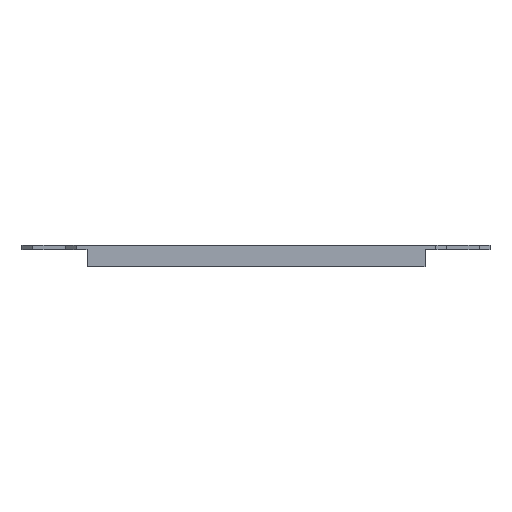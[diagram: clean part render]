
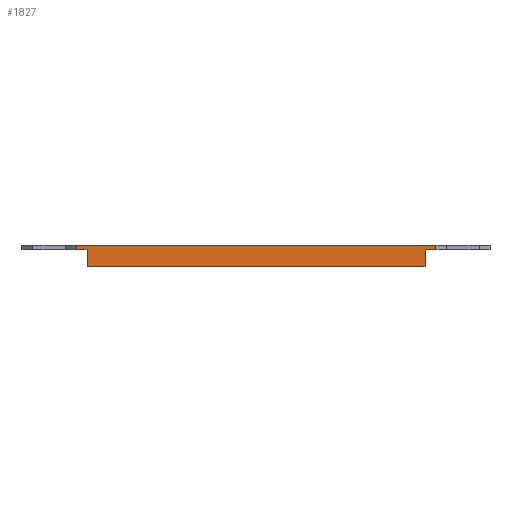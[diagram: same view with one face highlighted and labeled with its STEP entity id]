
A CAD part, front view. The second image highlights one B-rep face of the part: STEP entity #1827.
In plain terms, the highlighted planar face has unit normal (0, -1, 0).
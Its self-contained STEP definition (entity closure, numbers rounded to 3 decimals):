
#240=DIRECTION('',(1.,0.,0.));
#241=VECTOR('',#240,166.);
#242=CARTESIAN_POINT('',(77.455,109.978,2.));
#243=LINE('',#242,#241);
#480=DIRECTION('',(-1.,0.,0.));
#481=VECTOR('',#480,5.);
#482=CARTESIAN_POINT('',(82.455,109.978,0.));
#483=LINE('',#482,#481);
#508=DIRECTION('',(-1.,0.,0.));
#509=VECTOR('',#508,5.);
#510=CARTESIAN_POINT('',(243.455,109.978,0.));
#511=LINE('',#510,#509);
#732=DIRECTION('',(1.,0.,0.));
#733=VECTOR('',#732,156.);
#734=CARTESIAN_POINT('',(82.455,109.978,-8.));
#735=LINE('',#734,#733);
#760=DIRECTION('',(0.,0.,-1.));
#761=VECTOR('',#760,8.);
#762=CARTESIAN_POINT('',(82.455,109.978,0.));
#763=LINE('',#762,#761);
#767=DIRECTION('',(0.,0.,-1.));
#768=VECTOR('',#767,2.);
#769=CARTESIAN_POINT('',(77.455,109.978,2.));
#770=LINE('',#769,#768);
#774=DIRECTION('',(0.,0.,-1.));
#775=VECTOR('',#774,8.);
#776=CARTESIAN_POINT('',(238.455,109.978,0.));
#777=LINE('',#776,#775);
#823=DIRECTION('',(0.,0.,-1.));
#824=VECTOR('',#823,2.);
#825=CARTESIAN_POINT('',(243.455,109.978,2.));
#826=LINE('',#825,#824);
#1173=CARTESIAN_POINT('',(243.455,109.978,2.));
#1174=VERTEX_POINT('',#1173);
#1175=CARTESIAN_POINT('',(243.455,109.978,0.));
#1176=VERTEX_POINT('',#1175);
#1177=CARTESIAN_POINT('',(77.455,109.978,2.));
#1178=VERTEX_POINT('',#1177);
#1179=CARTESIAN_POINT('',(77.455,109.978,0.));
#1180=VERTEX_POINT('',#1179);
#1229=CARTESIAN_POINT('',(82.455,109.978,-8.));
#1230=CARTESIAN_POINT('',(238.455,109.978,-8.));
#1231=VERTEX_POINT('',#1229);
#1232=VERTEX_POINT('',#1230);
#1245=CARTESIAN_POINT('',(238.455,109.978,0.));
#1247=VERTEX_POINT('',#1245);
#1251=CARTESIAN_POINT('',(82.455,109.978,0.));
#1252=VERTEX_POINT('',#1251);
#1808=CARTESIAN_POINT('',(160.455,109.978,0.));
#1809=DIRECTION('',(0.,-1.,0.));
#1810=DIRECTION('',(1.,0.,0.));
#1811=AXIS2_PLACEMENT_3D('',#1808,#1809,#1810);
#1812=PLANE('',#1811);
#1813=ORIENTED_EDGE('',*,*,#1444,.T.);
#1815=ORIENTED_EDGE('',*,*,#1814,.T.);
#1816=ORIENTED_EDGE('',*,*,#1790,.F.);
#1818=ORIENTED_EDGE('',*,*,#1817,.F.);
#1819=ORIENTED_EDGE('',*,*,#1436,.T.);
#1821=ORIENTED_EDGE('',*,*,#1820,.F.);
#1822=ORIENTED_EDGE('',*,*,#1336,.T.);
#1824=ORIENTED_EDGE('',*,*,#1823,.T.);
#1825=EDGE_LOOP('',(#1813,#1815,#1816,#1818,#1819,#1821,#1822,#1824));
#1826=FACE_OUTER_BOUND('',#1825,.F.);
#1336=EDGE_CURVE('',#1178,#1174,#243,.T.);
#1436=EDGE_CURVE('',#1252,#1180,#483,.T.);
#1444=EDGE_CURVE('',#1176,#1247,#511,.T.);
#1790=EDGE_CURVE('',#1231,#1232,#735,.T.);
#1814=EDGE_CURVE('',#1247,#1232,#777,.T.);
#1817=EDGE_CURVE('',#1252,#1231,#763,.T.);
#1820=EDGE_CURVE('',#1178,#1180,#770,.T.);
#1823=EDGE_CURVE('',#1174,#1176,#826,.T.);
#1827=ADVANCED_FACE('',(#1826),#1812,.T.);
